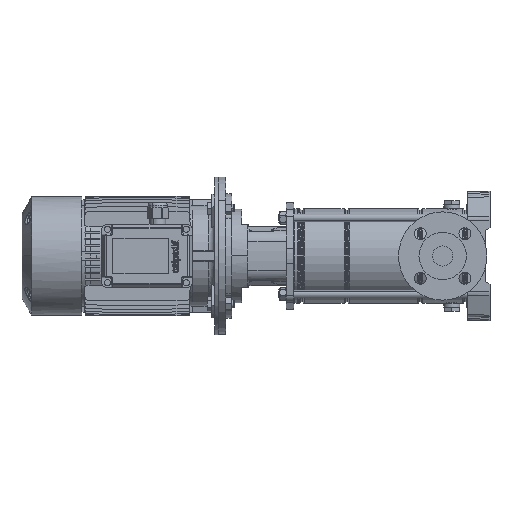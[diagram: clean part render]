
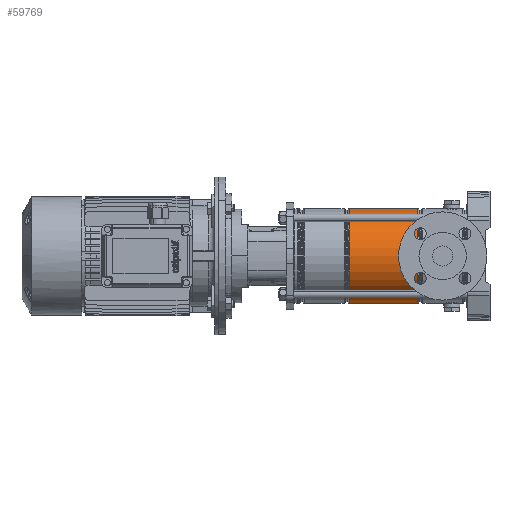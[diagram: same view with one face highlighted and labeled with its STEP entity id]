
A CAD part, left-side view. The second image highlights one B-rep face of the part: STEP entity #59769.
In plain terms, the highlighted cylindrical face has radius 74.9 mm (diameter 149.8 mm), a partial arc.
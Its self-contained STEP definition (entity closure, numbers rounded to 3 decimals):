
#1348 = AXIS2_PLACEMENT_3D ( 'NONE', #61152, #9575, #49116 ) ;
#2859 = DIRECTION ( 'NONE',  ( 0., 0., 1. ) ) ;
#3196 = CYLINDRICAL_SURFACE ( 'NONE', #1348, 74.9 ) ;
#7201 = DIRECTION ( 'NONE',  ( 0., 0., -1. ) ) ;
#7259 = EDGE_CURVE ( 'NONE', #69289, #60662, #48502, .T. ) ;
#9042 = CARTESIAN_POINT ( 'NONE',  ( 74.9, 0., 87.279 ) ) ;
#9263 = DIRECTION ( 'NONE',  ( 0., 0., -1. ) ) ;
#9575 = DIRECTION ( 'NONE',  ( 0., 0., -1. ) ) ;
#11384 = CARTESIAN_POINT ( 'NONE',  ( -74.9, 0., 87.279 ) ) ;
#11886 = LINE ( 'NONE', #12264, #45699 ) ;
#12264 = CARTESIAN_POINT ( 'NONE',  ( -74.9, 0., 0. ) ) ;
#14570 = CARTESIAN_POINT ( 'NONE',  ( 0., 0., 195.221 ) ) ;
#17234 = EDGE_CURVE ( 'NONE', #60662, #22000, #36179, .T. ) ;
#18315 = ORIENTED_EDGE ( 'NONE', *, *, #63359, .T. ) ;
#20893 = AXIS2_PLACEMENT_3D ( 'NONE', #14570, #9263, #32246 ) ;
#22000 = VERTEX_POINT ( 'NONE', #9042 ) ;
#23182 = DIRECTION ( 'NONE',  ( 0., 0., -1. ) ) ;
#29042 = ORIENTED_EDGE ( 'NONE', *, *, #7259, .T. ) ;
#29193 = CARTESIAN_POINT ( 'NONE',  ( 74.9, 0., 195.221 ) ) ;
#31611 = CIRCLE ( 'NONE', #73669, 74.9 ) ;
#31771 = EDGE_LOOP ( 'NONE', ( #29042, #35201, #18315, #68940 ) ) ;
#32246 = DIRECTION ( 'NONE',  ( 1., 0., 0. ) ) ;
#34998 = VERTEX_POINT ( 'NONE', #11384 ) ;
#35201 = ORIENTED_EDGE ( 'NONE', *, *, #17234, .T. ) ;
#36179 = LINE ( 'NONE', #58761, #66107 ) ;
#38188 = FACE_OUTER_BOUND ( 'NONE', #31771, .T. ) ;
#45699 = VECTOR ( 'NONE', #23182, 1000. ) ;
#48035 = DIRECTION ( 'NONE',  ( 1., 0., 0. ) ) ;
#48502 = CIRCLE ( 'NONE', #20893, 74.9 ) ;
#49116 = DIRECTION ( 'NONE',  ( -1., 0., 0. ) ) ;
#55168 = CARTESIAN_POINT ( 'NONE',  ( 0., 0., 87.279 ) ) ;
#58761 = CARTESIAN_POINT ( 'NONE',  ( 74.9, 0., 0. ) ) ;
#59769 = ADVANCED_FACE ( 'NONE', ( #38188 ), #3196, .T. ) ;
#60662 = VERTEX_POINT ( 'NONE', #29193 ) ;
#60681 = EDGE_CURVE ( 'NONE', #69289, #34998, #11886, .T. ) ;
#61152 = CARTESIAN_POINT ( 'NONE',  ( 0., 0., 0. ) ) ;
#63359 = EDGE_CURVE ( 'NONE', #22000, #34998, #31611, .T. ) ;
#66107 = VECTOR ( 'NONE', #7201, 1000. ) ;
#68940 = ORIENTED_EDGE ( 'NONE', *, *, #60681, .F. ) ;
#69289 = VERTEX_POINT ( 'NONE', #74299 ) ;
#73669 = AXIS2_PLACEMENT_3D ( 'NONE', #55168, #2859, #48035 ) ;
#74299 = CARTESIAN_POINT ( 'NONE',  ( -74.9, 0., 195.221 ) ) ;
